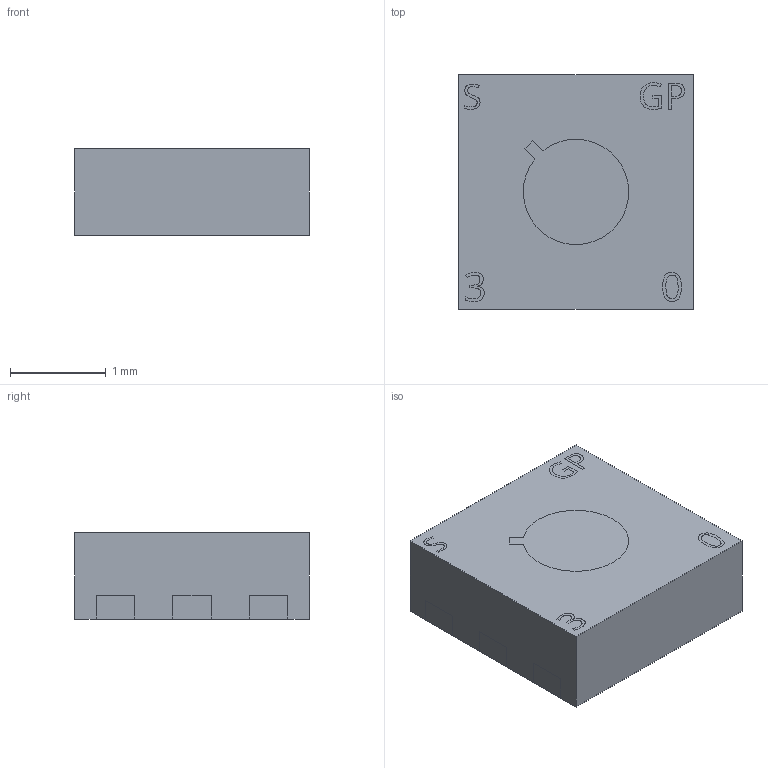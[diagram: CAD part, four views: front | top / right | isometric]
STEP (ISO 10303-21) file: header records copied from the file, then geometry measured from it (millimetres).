
FILE_DESCRIPTION( ( '' ), ' ' );
FILE_NAME( '5ca3ac8b8a776816e8b74f13.step', '2019-04-02T18:40:12', ( '' ), ( '' ), ' ', ' ', ' ' );
FILE_SCHEMA( ( 'AUTOMOTIVE_DESIGN { 1 0 10303 214 1 1 1 1 }' ) );
Length unit declared in the file: metre
Products named in the file (14): Part 14; Part 12; Part 13; Part 11; Part 10; Part 9; Part 8; Part 6; Part 5; Part 7; Part 2; Part 3; Part 4; Part 1
Bounding box: 2.45 x 2.45 x 0.9 mm (x, y, z)
Volume: 5.4 mm3; surface area: 37.1 mm2
Topology: 14 solids, 14 shells, 315 faces, 834 edges, 556 vertices
Faces by surface type: extrusion 164, plane 149, cylinder 2
Entity records: 12554 total; most frequent: CARTESIAN_POINT 2703, ORIENTED_EDGE 1668, DIRECTION 1004, EDGE_CURVE 834, VECTOR 666, VERTEX_POINT 556, LINE 502, B_SPLINE_CURVE_WITH_KNOTS 492
